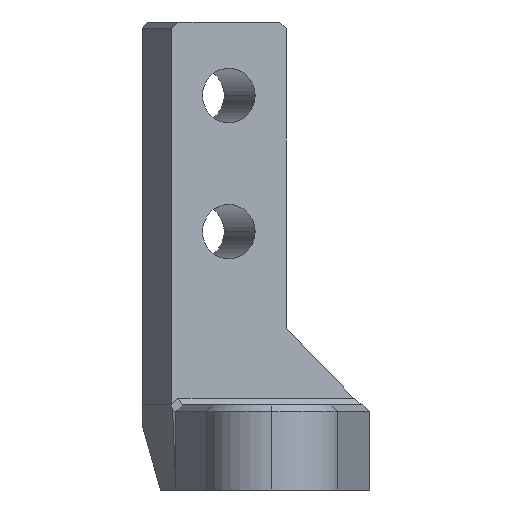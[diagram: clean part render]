
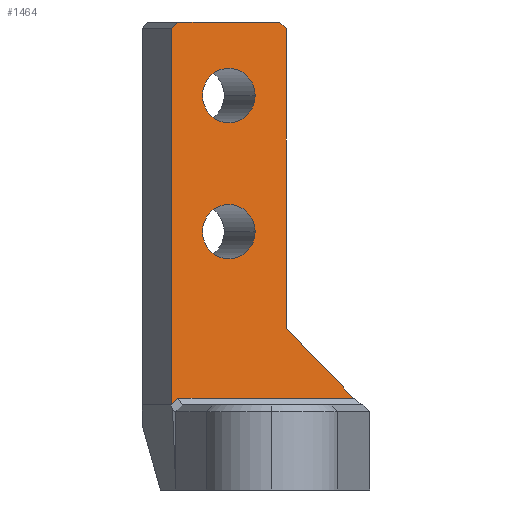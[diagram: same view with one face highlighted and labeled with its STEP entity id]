
A CAD part, left-side view. The second image highlights one B-rep face of the part: STEP entity #1464.
In plain terms, the highlighted planar face has unit normal (-0.966, -0.259, 0).
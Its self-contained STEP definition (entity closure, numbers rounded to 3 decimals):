
#6 = ORIENTED_EDGE ( 'NONE', *, *, #262, .T. ) ;
#19 = EDGE_LOOP ( 'NONE', ( #823, #760 ) ) ;
#24 = DIRECTION ( 'NONE',  ( -0.966, -0.259, 0. ) ) ;
#27 = CARTESIAN_POINT ( 'NONE',  ( -0.169, -4.807, 5.4 ) ) ;
#92 = CARTESIAN_POINT ( 'NONE',  ( -2.138, 2.534, 15.18 ) ) ;
#98 = DIRECTION ( 'NONE',  ( 0.259, -0.966, 0. ) ) ;
#118 = CARTESIAN_POINT ( 'NONE',  ( -3., 5.75, 0. ) ) ;
#121 = CARTESIAN_POINT ( 'NONE',  ( -2.138, 2.534, 23.18 ) ) ;
#129 = LINE ( 'NONE', #369, #706 ) ;
#130 = VERTEX_POINT ( 'NONE', #1151 ) ;
#132 = DIRECTION ( 'NONE',  ( 0., 0., 1. ) ) ;
#136 = LINE ( 'NONE', #632, #1167 ) ;
#140 = LINE ( 'NONE', #284, #196 ) ;
#163 = DIRECTION ( 'NONE',  ( -0.966, -0.259, 0. ) ) ;
#183 = ORIENTED_EDGE ( 'NONE', *, *, #461, .T. ) ;
#184 = VERTEX_POINT ( 'NONE', #1021 ) ;
#192 = VECTOR ( 'NONE', #1303, 1000. ) ;
#196 = VECTOR ( 'NONE', #132, 1000. ) ;
#212 = DIRECTION ( 'NONE',  ( -0.966, -0.259, 0. ) ) ;
#224 = DIRECTION ( 'NONE',  ( -0.183, 0.683, 0.707 ) ) ;
#232 = DIRECTION ( 'NONE',  ( 0.259, -0.966, 0. ) ) ;
#237 = CARTESIAN_POINT ( 'NONE',  ( -8.123, 24.858, 7.487 ) ) ;
#250 = DIRECTION ( 'NONE',  ( 0., 0., 1. ) ) ;
#262 = EDGE_CURVE ( 'NONE', #547, #816, #843, .T. ) ;
#270 = VERTEX_POINT ( 'NONE', #1061 ) ;
#284 = CARTESIAN_POINT ( 'NONE',  ( -1.231, -0.847, -12.125 ) ) ;
#327 = CARTESIAN_POINT ( 'NONE',  ( -3.044, 5.914, 5. ) ) ;
#346 = CIRCLE ( 'NONE', #1469, 1.6 ) ;
#368 = AXIS2_PLACEMENT_3D ( 'NONE', #707, #822, #1190 ) ;
#369 = CARTESIAN_POINT ( 'NONE',  ( -0.066, -5.193, 5.4 ) ) ;
#378 = CARTESIAN_POINT ( 'NONE',  ( -3.044, 5.914, 4.996 ) ) ;
#386 = LINE ( 'NONE', #1120, #548 ) ;
#388 = ORIENTED_EDGE ( 'NONE', *, *, #818, .T. ) ;
#404 = VERTEX_POINT ( 'NONE', #27 ) ;
#431 = ORIENTED_EDGE ( 'NONE', *, *, #776, .F. ) ;
#461 = EDGE_CURVE ( 'NONE', #1490, #184, #140, .T. ) ;
#469 = DIRECTION ( 'NONE',  ( -0.966, -0.259, 0. ) ) ;
#494 = DIRECTION ( 'NONE',  ( -0.009, 0.033, 0.999 ) ) ;
#517 = ORIENTED_EDGE ( 'NONE', *, *, #1134, .F. ) ;
#523 = CIRCLE ( 'NONE', #368, 1.6 ) ;
#526 = VERTEX_POINT ( 'NONE', #1028 ) ;
#534 = ORIENTED_EDGE ( 'NONE', *, *, #785, .T. ) ;
#547 = VERTEX_POINT ( 'NONE', #782 ) ;
#548 = VECTOR ( 'NONE', #872, 1000. ) ;
#558 = ORIENTED_EDGE ( 'NONE', *, *, #1352, .T. ) ;
#581 = VECTOR ( 'NONE', #250, 1000. ) ;
#594 = LINE ( 'NONE', #1298, #1206 ) ;
#614 = EDGE_CURVE ( 'NONE', #130, #526, #1062, .T. ) ;
#624 = CARTESIAN_POINT ( 'NONE',  ( -3.044, 5.914, 27.1 ) ) ;
#632 = CARTESIAN_POINT ( 'NONE',  ( -1.231, -0.847, 9.5 ) ) ;
#641 = ORIENTED_EDGE ( 'NONE', *, *, #887, .F. ) ;
#643 = ORIENTED_EDGE ( 'NONE', *, *, #832, .F. ) ;
#655 = DIRECTION ( 'NONE',  ( 0.259, -0.966, 0. ) ) ;
#662 = CIRCLE ( 'NONE', #1371, 1.6 ) ;
#706 = VECTOR ( 'NONE', #1363, 1000. ) ;
#707 = CARTESIAN_POINT ( 'NONE',  ( -2.138, 2.534, 15.18 ) ) ;
#725 = DIRECTION ( 'NONE',  ( -0.183, 0.683, -0.707 ) ) ;
#743 = ORIENTED_EDGE ( 'NONE', *, *, #1527, .F. ) ;
#760 = ORIENTED_EDGE ( 'NONE', *, *, #614, .F. ) ;
#776 = EDGE_CURVE ( 'NONE', #1373, #816, #1216, .T. ) ;
#782 = CARTESIAN_POINT ( 'NONE',  ( -2.94, 5.528, 27.5 ) ) ;
#785 = EDGE_CURVE ( 'NONE', #404, #1490, #136, .T. ) ;
#816 = VERTEX_POINT ( 'NONE', #624 ) ;
#818 = EDGE_CURVE ( 'NONE', #1204, #404, #129, .T. ) ;
#822 = DIRECTION ( 'NONE',  ( -0.966, -0.259, 0. ) ) ;
#823 = ORIENTED_EDGE ( 'NONE', *, *, #996, .F. ) ;
#829 = FACE_BOUND ( 'NONE', #19, .T. ) ;
#832 = EDGE_CURVE ( 'NONE', #1129, #270, #346, .T. ) ;
#843 = LINE ( 'NONE', #237, #1315 ) ;
#859 = DIRECTION ( 'NONE',  ( 0.259, -0.966, 0. ) ) ;
#872 = DIRECTION ( 'NONE',  ( 0.259, -0.966, 0. ) ) ;
#887 = EDGE_CURVE ( 'NONE', #270, #1129, #662, .T. ) ;
#945 = FACE_BOUND ( 'NONE', #1258, .T. ) ;
#996 = EDGE_CURVE ( 'NONE', #526, #130, #523, .T. ) ;
#1000 = VERTEX_POINT ( 'NONE', #1422 ) ;
#1021 = CARTESIAN_POINT ( 'NONE',  ( -1.231, -0.847, 27.1 ) ) ;
#1028 = CARTESIAN_POINT ( 'NONE',  ( -2.552, 4.079, 15.18 ) ) ;
#1061 = CARTESIAN_POINT ( 'NONE',  ( -1.723, 0.988, 23.18 ) ) ;
#1062 = CIRCLE ( 'NONE', #1317, 1.6 ) ;
#1076 = PLANE ( 'NONE',  #1414 ) ;
#1086 = VERTEX_POINT ( 'NONE', #378 ) ;
#1091 = CARTESIAN_POINT ( 'NONE',  ( -1.231, -0.847, 9.5 ) ) ;
#1120 = CARTESIAN_POINT ( 'NONE',  ( -3.044, 5.914, 27.5 ) ) ;
#1129 = VERTEX_POINT ( 'NONE', #1460 ) ;
#1134 = EDGE_CURVE ( 'NONE', #547, #1000, #386, .T. ) ;
#1146 = CARTESIAN_POINT ( 'NONE',  ( -2.138, 2.534, 23.18 ) ) ;
#1151 = CARTESIAN_POINT ( 'NONE',  ( -1.723, 0.988, 15.18 ) ) ;
#1167 = VECTOR ( 'NONE', #1372, 1000. ) ;
#1190 = DIRECTION ( 'NONE',  ( 0.259, -0.966, 0. ) ) ;
#1204 = VERTEX_POINT ( 'NONE', #1262 ) ;
#1206 = VECTOR ( 'NONE', #224, 1000. ) ;
#1216 = LINE ( 'NONE', #1247, #581 ) ;
#1247 = CARTESIAN_POINT ( 'NONE',  ( -3.044, 5.914, -12.125 ) ) ;
#1258 = EDGE_LOOP ( 'NONE', ( #643, #641 ) ) ;
#1262 = CARTESIAN_POINT ( 'NONE',  ( -2.939, 5.524, 5.4 ) ) ;
#1288 = CARTESIAN_POINT ( 'NONE',  ( -3.044, 5.914, -12.125 ) ) ;
#1298 = CARTESIAN_POINT ( 'NONE',  ( 2.942, -16.41, 10.987 ) ) ;
#1303 = DIRECTION ( 'NONE',  ( 0.183, -0.683, 0.707 ) ) ;
#1305 = ORIENTED_EDGE ( 'NONE', *, *, #1360, .T. ) ;
#1309 = LINE ( 'NONE', #1548, #192 ) ;
#1315 = VECTOR ( 'NONE', #725, 1000. ) ;
#1317 = AXIS2_PLACEMENT_3D ( 'NONE', #92, #212, #98 ) ;
#1328 = EDGE_LOOP ( 'NONE', ( #743, #1305, #388, #534, #183, #558, #517, #6, #431 ) ) ;
#1343 = LINE ( 'NONE', #118, #1467 ) ;
#1352 = EDGE_CURVE ( 'NONE', #184, #1000, #594, .T. ) ;
#1360 = EDGE_CURVE ( 'NONE', #1086, #1204, #1309, .T. ) ;
#1363 = DIRECTION ( 'NONE',  ( 0.259, -0.966, 0. ) ) ;
#1371 = AXIS2_PLACEMENT_3D ( 'NONE', #1146, #163, #655 ) ;
#1372 = DIRECTION ( 'NONE',  ( -0.183, 0.683, 0.707 ) ) ;
#1373 = VERTEX_POINT ( 'NONE', #327 ) ;
#1414 = AXIS2_PLACEMENT_3D ( 'NONE', #1288, #469, #232 ) ;
#1422 = CARTESIAN_POINT ( 'NONE',  ( -1.335, -0.461, 27.5 ) ) ;
#1460 = CARTESIAN_POINT ( 'NONE',  ( -2.552, 4.079, 23.18 ) ) ;
#1464 = ADVANCED_FACE ( 'NONE', ( #945, #829, #1560 ), #1076, .T. ) ;
#1467 = VECTOR ( 'NONE', #494, 1000. ) ;
#1469 = AXIS2_PLACEMENT_3D ( 'NONE', #121, #24, #859 ) ;
#1490 = VERTEX_POINT ( 'NONE', #1091 ) ;
#1527 = EDGE_CURVE ( 'NONE', #1086, #1373, #1343, .T. ) ;
#1548 = CARTESIAN_POINT ( 'NONE',  ( -2.866, 5.25, 5.683 ) ) ;
#1560 = FACE_OUTER_BOUND ( 'NONE', #1328, .T. ) ;
